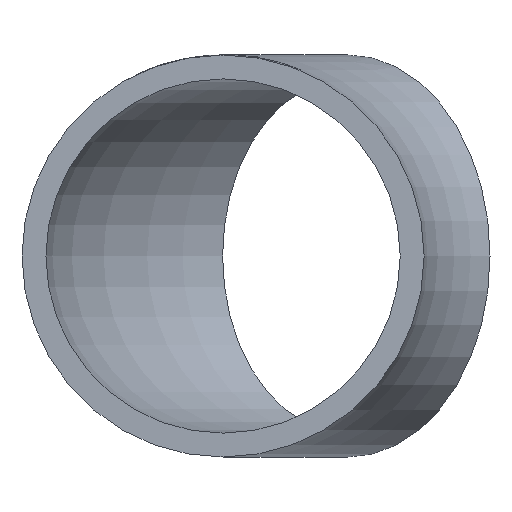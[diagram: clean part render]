
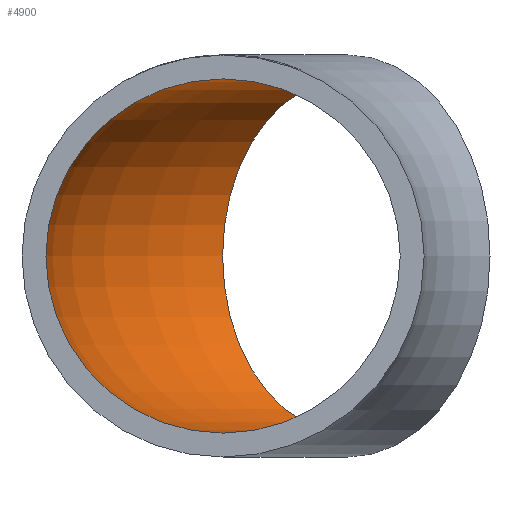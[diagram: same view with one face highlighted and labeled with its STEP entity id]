
A CAD part, front view. The second image highlights one B-rep face of the part: STEP entity #4900.
In plain terms, the highlighted toroidal (fillet/blend) face has major radius 28.5 mm and minor radius 11.85 mm.
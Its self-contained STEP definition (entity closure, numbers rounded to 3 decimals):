
#298 = CARTESIAN_POINT ( 'NONE',  ( -28.5, 0., 0. ) ) ;
#978 = DIRECTION ( 'NONE',  ( -1., 0., 0. ) ) ;
#1045 = DIRECTION ( 'NONE',  ( 0., 0., -1. ) ) ;
#1150 = AXIS2_PLACEMENT_3D ( 'NONE', #9368, #3924, #8226 ) ;
#1289 = CIRCLE ( 'NONE', #12956, 11.85 ) ;
#1922 = EDGE_CURVE ( 'NONE', #10201, #10201, #7328, .T. ) ;
#2045 = FACE_OUTER_BOUND ( 'NONE', #5445, .T. ) ;
#2476 = EDGE_LOOP ( 'NONE', ( #7147 ) ) ;
#2663 = EDGE_CURVE ( 'NONE', #4773, #4773, #1289, .T. ) ;
#3575 = DIRECTION ( 'NONE',  ( 0., 1., 0. ) ) ;
#3924 = DIRECTION ( 'NONE',  ( 0.707, 0.707, 0. ) ) ;
#4773 = VERTEX_POINT ( 'NONE', #6991 ) ;
#4900 = ADVANCED_FACE ( 'NONE', ( #13824, #2045 ), #5878, .F. ) ;
#5445 = EDGE_LOOP ( 'NONE', ( #13702 ) ) ;
#5878 = TOROIDAL_SURFACE ( 'NONE', #11342, 28.5, 11.85 ) ;
#6931 = DIRECTION ( 'NONE',  ( 0., 0., 1. ) ) ;
#6991 = CARTESIAN_POINT ( 'NONE',  ( -28.5, 0., 11.85 ) ) ;
#7147 = ORIENTED_EDGE ( 'NONE', *, *, #1922, .T. ) ;
#7328 = CIRCLE ( 'NONE', #1150, 11.85 ) ;
#8226 = DIRECTION ( 'NONE',  ( -0.707, 0.707, 0. ) ) ;
#9368 = CARTESIAN_POINT ( 'NONE',  ( -20.153, 20.153, 0. ) ) ;
#10201 = VERTEX_POINT ( 'NONE', #11194 ) ;
#11194 = CARTESIAN_POINT ( 'NONE',  ( -28.532, 28.532, 0. ) ) ;
#11342 = AXIS2_PLACEMENT_3D ( 'NONE', #13066, #1045, #978 ) ;
#12956 = AXIS2_PLACEMENT_3D ( 'NONE', #298, #3575, #6931 ) ;
#13066 = CARTESIAN_POINT ( 'NONE',  ( 0., 0., 0. ) ) ;
#13702 = ORIENTED_EDGE ( 'NONE', *, *, #2663, .F. ) ;
#13824 = FACE_OUTER_BOUND ( 'NONE', #2476, .T. ) ;
